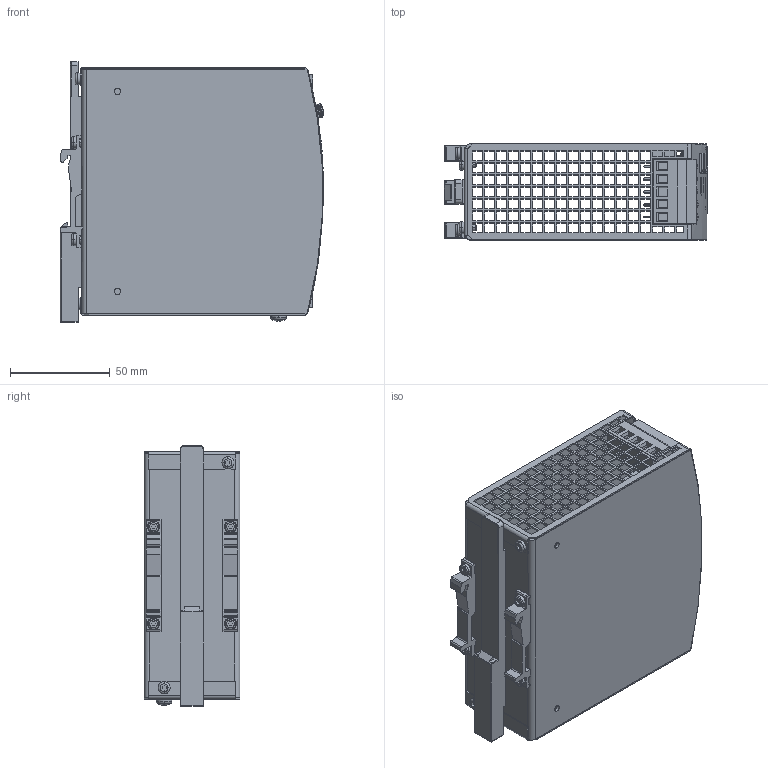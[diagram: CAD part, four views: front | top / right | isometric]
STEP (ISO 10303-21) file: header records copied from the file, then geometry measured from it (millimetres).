
FILE_DESCRIPTION((''),'2;1');
FILE_NAME('CAD-7201_CP20_241_SW0001','2021-03-15T07:33:20',('creinig-se'),(''),'CREO PARAMETRIC BY PTC INC, 2019292','CREO PARAMETRIC BY PTC INC, 2019292','');
FILE_SCHEMA(('CONFIG_CONTROL_DESIGN','SHAPE_APPEARANCE_LAYERS_GROUPS'));
Products named in the file (1): CAD-7201_CP20_241_SW0001
Bounding box: 131.72 x 48 x 130.5 mm (x, y, z)
Volume: 87261.6 mm3; surface area: 108164 mm2
Topology: 6 solids, 10 shells, 2781 faces, 7721 edges, 5086 vertices
Faces by surface type: plane 1997, cylinder 341, extrusion 320, cone 48, torus 39, bspline 23, sphere 13
Entity records: 120762 total; most frequent: CARTESIAN_POINT 28073, ORIENTED_EDGE 15380, DIRECTION 13031, EDGE_CURVE 7690, VECTOR 6095, LINE 5775, VERTEX_POINT 5080, AXIS2_PLACEMENT_3D 3468
